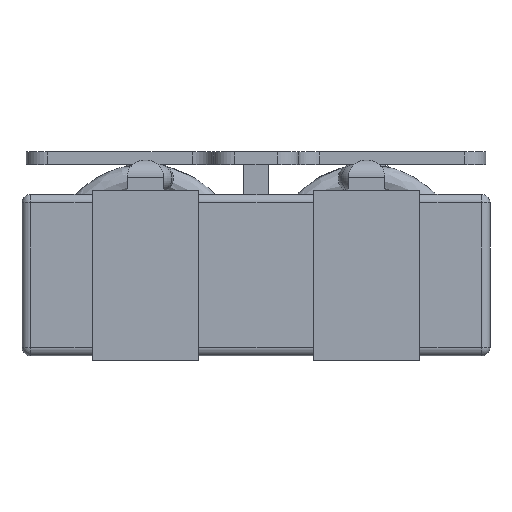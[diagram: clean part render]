
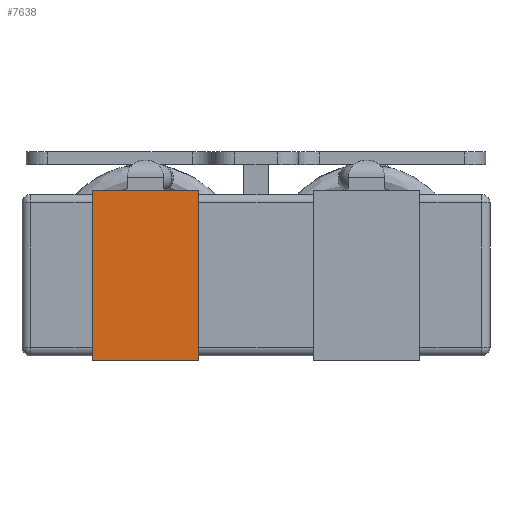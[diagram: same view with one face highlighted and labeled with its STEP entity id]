
A CAD part, left-side view. The second image highlights one B-rep face of the part: STEP entity #7638.
In plain terms, the highlighted face is planar.
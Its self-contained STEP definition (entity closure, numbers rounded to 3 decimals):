
#1390=ORIENTED_EDGE('',*,*,#2665,.T.);
#1391=ORIENTED_EDGE('',*,*,#2673,.F.);
#1392=ORIENTED_EDGE('',*,*,#2659,.T.);
#1393=ORIENTED_EDGE('',*,*,#2674,.T.);
#2659=EDGE_CURVE('',#3340,#3339,#3779,.T.);
#2665=EDGE_CURVE('',#3345,#3343,#3784,.T.);
#2673=EDGE_CURVE('',#3340,#3343,#3790,.T.);
#2674=EDGE_CURVE('',#3339,#3345,#3791,.T.);
#3339=VERTEX_POINT('',#11865);
#3340=VERTEX_POINT('',#11867);
#3343=VERTEX_POINT('',#11876);
#3345=VERTEX_POINT('',#11879);
#3779=LINE('',#11866,#4246);
#3784=LINE('',#11878,#4251);
#3790=LINE('',#11891,#4257);
#3791=LINE('',#11892,#4258);
#4246=VECTOR('',#9105,1000.);
#4251=VECTOR('',#9114,1000.);
#4257=VECTOR('',#9126,1000.);
#4258=VECTOR('',#9127,1000.);
#4564=EDGE_LOOP('',(#1390,#1391,#1392,#1393));
#4933=FACE_BOUND('',#4564,.T.);
#5244=PLANE('',#8051);
#7638=ADVANCED_FACE('',(#4933),#5244,.T.);
#8051=AXIS2_PLACEMENT_3D('',#11890,#9124,#9125);
#9105=DIRECTION('',(-1.,0.,0.));
#9114=DIRECTION('',(1.,0.,0.));
#9124=DIRECTION('',(0.,0.,1.));
#9125=DIRECTION('',(1.,0.,0.));
#9126=DIRECTION('',(0.,-1.,0.));
#9127=DIRECTION('',(0.,-1.,0.));
#11865=CARTESIAN_POINT('',(-2.,3.85,11.));
#11866=CARTESIAN_POINT('',(0.5,3.85,11.));
#11867=CARTESIAN_POINT('',(2.,3.85,11.));
#11876=CARTESIAN_POINT('',(2.,1.35,11.));
#11878=CARTESIAN_POINT('',(-1.9,1.35,11.));
#11879=CARTESIAN_POINT('',(-2.,1.35,11.));
#11890=CARTESIAN_POINT('',(0.,0.,11.));
#11891=CARTESIAN_POINT('',(2.,3.85,11.));
#11892=CARTESIAN_POINT('',(-2.,3.85,11.));
